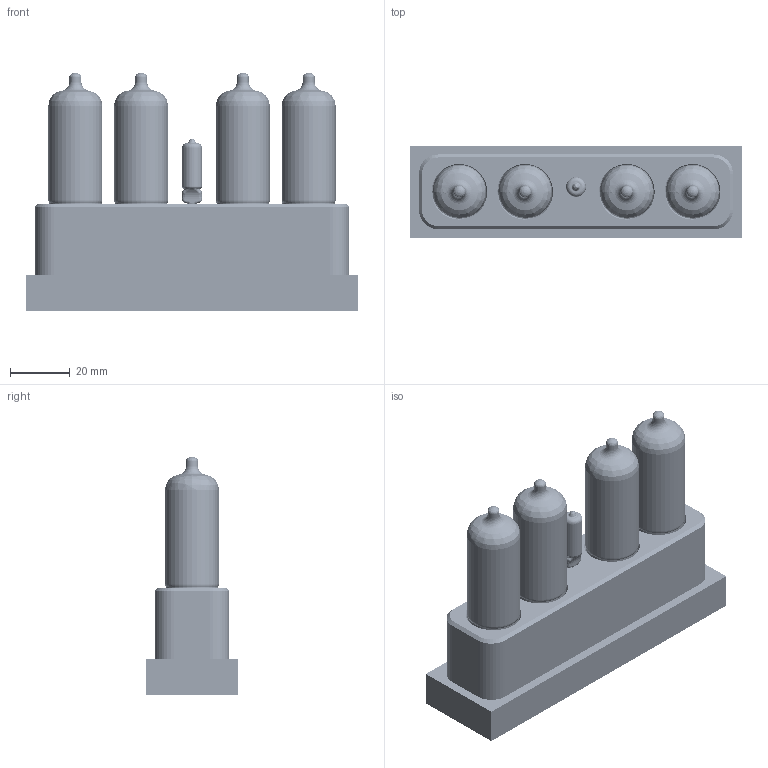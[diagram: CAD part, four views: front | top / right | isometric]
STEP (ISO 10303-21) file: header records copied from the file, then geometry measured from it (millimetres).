
FILE_DESCRIPTION(/* description */ (''),/* implementation_level */ '2;1');
FILE_NAME(/* name */ 'Nixie Clock Copper + Acrylic_v18.step',/* time_stamp */ '2020-09-23T17:55:04-07:00',/* author */ (''),/* organization */ (''),/* preprocessor_version */ 'ST-DEVELOPER v18.1',/* originating_system */ 'Autodesk Translation Framework v9.3.0.1241',/* authorisation */ '');
FILE_SCHEMA (('AUTOMOTIVE_DESIGN { 1 0 10303 214 3 1 1 }'));
Products named in the file (21): Nixie Clock Copper + Acrylic; Top Board; Socket; PCA9685; Socket2; Harwin; Harwin_1; Component7; IN-8; IN-8_1; Component12; Neon; Bottom Board; Harwin2; Harwin2_1; Component10; Spacer; Case Top v2; Case Bottom v2; Component19; Base
Assembly tree (71 placements, depth 4):
  Nixie Clock Copper + Acrylic
    Top Board
      Socket  x44
      PCA9685  x3
      Socket2
      Harwin
        Component7
      Harwin_1
        Component7
      IN-8  x3
        Component12
      IN-8_1
        Component12
      Neon
    Bottom Board
      Harwin2
        Component10
      Harwin2_1
        Component10
    Spacer  x2
    Case Top v2
    Case Bottom v2
    Component19
    Base
Bounding box: 111 x 31 x 79.7 mm (x, y, z)
Volume: 107095 mm3; surface area: 109197.6 mm2
Topology: 338 solids, 338 shells, 12206 faces, 35121 edges, 23238 vertices
Faces by surface type: plane 9090, cylinder 1948, torus 802, cone 196, sphere 98, bspline 72
Full cylindrical faces by diameter (mm): 0.4 x15, 0.5 x128, 0.8 x296, 1 x88, 1.5 x88, 1.6 x68, 1.8 x88, 2 x236, 2.5 x10, 2.73 x2, 3 x100, 4 x4, 4.7 x2, 4.8 x1, 5 x4, 5.8 x1, 6.6 x1, 7.9 x4, 8 x1, 8.4 x4, 9.4 x8, 16 x4, 16.5 x4, 17 x4, 17.5 x4, 18 x4
Entity records: 211320 total; most frequent: CARTESIAN_POINT 38762, ORIENTED_EDGE 35870, DIRECTION 35839, EDGE_CURVE 17935, LINE 12307, VECTOR 12307, VERTEX_POINT 11873, AXIS2_PLACEMENT_3D 11766
